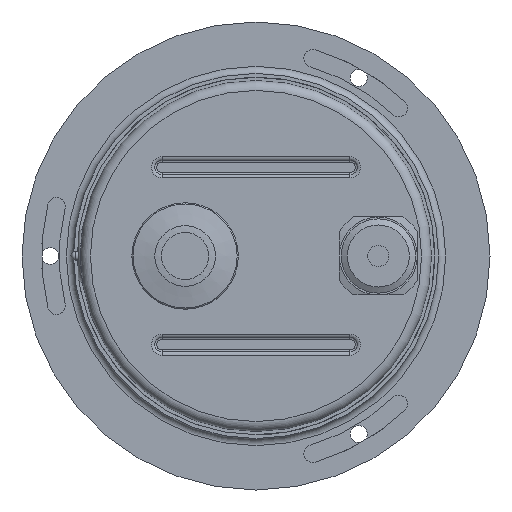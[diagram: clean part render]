
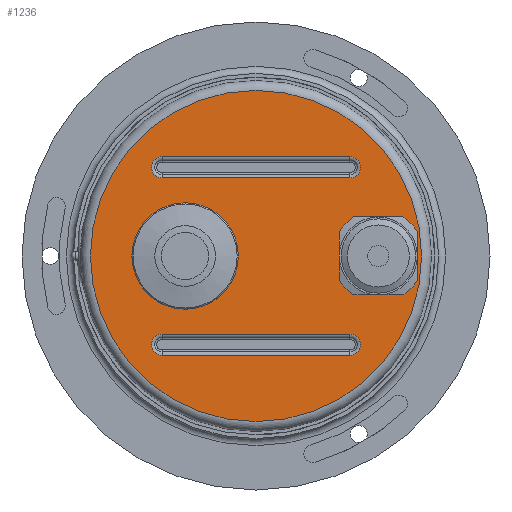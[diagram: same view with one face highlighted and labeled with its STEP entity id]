
A CAD part, front view. The second image highlights one B-rep face of the part: STEP entity #1236.
In plain terms, the highlighted planar face has unit normal (0, -1, 0).
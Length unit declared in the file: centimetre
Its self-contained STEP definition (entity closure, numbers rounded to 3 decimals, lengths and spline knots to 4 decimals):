
#54=LINE('',#1960,#90);
#55=LINE('',#1963,#91);
#56=LINE('',#1966,#92);
#57=LINE('',#1970,#93);
#58=LINE('',#1978,#94);
#59=LINE('',#1982,#95);
#60=LINE('',#1986,#96);
#61=LINE('',#1989,#97);
#90=VECTOR('',#1547,5.3);
#91=VECTOR('',#1550,5.3);
#92=VECTOR('',#1551,5.3);
#93=VECTOR('',#1554,5.3);
#94=VECTOR('',#1561,1.3856);
#95=VECTOR('',#1564,1.3856);
#96=VECTOR('',#1567,1.3856);
#97=VECTOR('',#1570,1.3856);
#171=FACE_BOUND('',#310,.T.);
#172=FACE_BOUND('',#311,.T.);
#173=FACE_BOUND('',#312,.T.);
#174=FACE_BOUND('',#313,.T.);
#217=FACE_OUTER_BOUND('',#309,.T.);
#309=EDGE_LOOP('',(#820));
#310=EDGE_LOOP('',(#821,#822,#823,#824));
#311=EDGE_LOOP('',(#825,#826,#827,#828));
#312=EDGE_LOOP('',(#829));
#313=EDGE_LOOP('',(#830,#831,#832,#833,#834,#835,#836,#837));
#441=CIRCLE('',#1335,4.67);
#442=CIRCLE('',#1336,0.2973);
#443=CIRCLE('',#1337,0.2973);
#444=CIRCLE('',#1338,0.2973);
#445=CIRCLE('',#1339,0.2973);
#446=CIRCLE('',#1340,1.5);
#447=CIRCLE('',#1341,1.3);
#448=CIRCLE('',#1342,1.3);
#449=CIRCLE('',#1343,1.3);
#450=CIRCLE('',#1344,1.3);
#548=VERTEX_POINT('',#1954);
#549=VERTEX_POINT('',#1956);
#550=VERTEX_POINT('',#1957);
#551=VERTEX_POINT('',#1959);
#552=VERTEX_POINT('',#1961);
#553=VERTEX_POINT('',#1964);
#554=VERTEX_POINT('',#1965);
#555=VERTEX_POINT('',#1967);
#556=VERTEX_POINT('',#1969);
#557=VERTEX_POINT('',#1972);
#558=VERTEX_POINT('',#1974);
#559=VERTEX_POINT('',#1975);
#560=VERTEX_POINT('',#1977);
#561=VERTEX_POINT('',#1979);
#562=VERTEX_POINT('',#1981);
#563=VERTEX_POINT('',#1983);
#564=VERTEX_POINT('',#1985);
#565=VERTEX_POINT('',#1987);
#662=EDGE_CURVE('',#548,#548,#441,.T.);
#663=EDGE_CURVE('',#549,#550,#442,.T.);
#664=EDGE_CURVE('',#551,#549,#54,.T.);
#665=EDGE_CURVE('',#552,#551,#443,.T.);
#666=EDGE_CURVE('',#550,#552,#55,.T.);
#667=EDGE_CURVE('',#553,#554,#56,.T.);
#668=EDGE_CURVE('',#555,#553,#444,.T.);
#669=EDGE_CURVE('',#556,#555,#57,.T.);
#670=EDGE_CURVE('',#554,#556,#445,.T.);
#671=EDGE_CURVE('',#557,#557,#446,.T.);
#672=EDGE_CURVE('',#558,#559,#447,.T.);
#673=EDGE_CURVE('',#559,#560,#58,.T.);
#674=EDGE_CURVE('',#560,#561,#448,.T.);
#675=EDGE_CURVE('',#561,#562,#59,.T.);
#676=EDGE_CURVE('',#562,#563,#449,.T.);
#677=EDGE_CURVE('',#563,#564,#60,.T.);
#678=EDGE_CURVE('',#564,#565,#450,.T.);
#679=EDGE_CURVE('',#565,#558,#61,.T.);
#820=ORIENTED_EDGE('',*,*,#662,.F.);
#821=ORIENTED_EDGE('',*,*,#663,.F.);
#822=ORIENTED_EDGE('',*,*,#664,.F.);
#823=ORIENTED_EDGE('',*,*,#665,.F.);
#824=ORIENTED_EDGE('',*,*,#666,.F.);
#825=ORIENTED_EDGE('',*,*,#667,.F.);
#826=ORIENTED_EDGE('',*,*,#668,.F.);
#827=ORIENTED_EDGE('',*,*,#669,.F.);
#828=ORIENTED_EDGE('',*,*,#670,.F.);
#829=ORIENTED_EDGE('',*,*,#671,.T.);
#830=ORIENTED_EDGE('',*,*,#672,.T.);
#831=ORIENTED_EDGE('',*,*,#673,.T.);
#832=ORIENTED_EDGE('',*,*,#674,.T.);
#833=ORIENTED_EDGE('',*,*,#675,.T.);
#834=ORIENTED_EDGE('',*,*,#676,.T.);
#835=ORIENTED_EDGE('',*,*,#677,.T.);
#836=ORIENTED_EDGE('',*,*,#678,.T.);
#837=ORIENTED_EDGE('',*,*,#679,.T.);
#1126=PLANE('',#1334);
#1236=ADVANCED_FACE('',(#217,#171,#172,#173,#174),#1126,.F.);
#1334=AXIS2_PLACEMENT_3D('',#1953,#1541,#1542);
#1335=AXIS2_PLACEMENT_3D('',#1955,#1543,#1544);
#1336=AXIS2_PLACEMENT_3D('',#1958,#1545,#1546);
#1337=AXIS2_PLACEMENT_3D('',#1962,#1548,#1549);
#1338=AXIS2_PLACEMENT_3D('',#1968,#1552,#1553);
#1339=AXIS2_PLACEMENT_3D('',#1971,#1555,#1556);
#1340=AXIS2_PLACEMENT_3D('',#1973,#1557,#1558);
#1341=AXIS2_PLACEMENT_3D('',#1976,#1559,#1560);
#1342=AXIS2_PLACEMENT_3D('',#1980,#1562,#1563);
#1343=AXIS2_PLACEMENT_3D('',#1984,#1565,#1566);
#1344=AXIS2_PLACEMENT_3D('',#1988,#1568,#1569);
#1541=DIRECTION('center_axis',(0.,1.,0.));
#1542=DIRECTION('ref_axis',(0.,0.,1.));
#1543=DIRECTION('center_axis',(0.,1.,0.));
#1544=DIRECTION('ref_axis',(0.,0.,-1.));
#1545=DIRECTION('center_axis',(0.,-1.,0.));
#1546=DIRECTION('ref_axis',(1.,0.,0.));
#1547=DIRECTION('',(1.,0.,0.));
#1548=DIRECTION('center_axis',(0.,-1.,0.));
#1549=DIRECTION('ref_axis',(-1.,0.,0.));
#1550=DIRECTION('',(-1.,0.,0.));
#1551=DIRECTION('',(1.,0.,0.));
#1552=DIRECTION('center_axis',(0.,-1.,0.));
#1553=DIRECTION('ref_axis',(-1.,0.,0.));
#1554=DIRECTION('',(-1.,0.,0.));
#1555=DIRECTION('center_axis',(0.,-1.,0.));
#1556=DIRECTION('ref_axis',(1.,0.,0.));
#1557=DIRECTION('center_axis',(0.,1.,0.));
#1558=DIRECTION('ref_axis',(1.,0.,0.));
#1559=DIRECTION('center_axis',(0.,1.,0.));
#1560=DIRECTION('ref_axis',(1.,0.,0.));
#1561=DIRECTION('',(1.,0.,0.));
#1562=DIRECTION('center_axis',(0.,1.,0.));
#1563=DIRECTION('ref_axis',(1.,0.,0.));
#1564=DIRECTION('',(0.,0.,-1.));
#1565=DIRECTION('center_axis',(0.,1.,0.));
#1566=DIRECTION('ref_axis',(1.,0.,0.));
#1567=DIRECTION('',(-1.,0.,0.));
#1568=DIRECTION('center_axis',(0.,1.,0.));
#1569=DIRECTION('ref_axis',(1.,0.,0.));
#1570=DIRECTION('',(0.,0.,1.));
#1953=CARTESIAN_POINT('Origin',(0.,3.6,0.));
#1954=CARTESIAN_POINT('',(-3.45,3.6,4.67));
#1955=CARTESIAN_POINT('Origin',(-3.45,3.6,0.));
#1956=CARTESIAN_POINT('',(-0.8,3.6,2.2027));
#1957=CARTESIAN_POINT('',(-0.8,3.6,2.7973));
#1958=CARTESIAN_POINT('Origin',(-0.8,3.6,2.5));
#1959=CARTESIAN_POINT('',(-6.1,3.6,2.2027));
#1960=CARTESIAN_POINT('',(-4.775,3.6,2.2027));
#1961=CARTESIAN_POINT('',(-6.1,3.6,2.7973));
#1962=CARTESIAN_POINT('Origin',(-6.1,3.6,2.5));
#1963=CARTESIAN_POINT('',(-2.125,3.6,2.7973));
#1964=CARTESIAN_POINT('',(-6.1,3.6,-2.7973));
#1965=CARTESIAN_POINT('',(-0.8,3.6,-2.7973));
#1966=CARTESIAN_POINT('',(-4.775,3.6,-2.7973));
#1967=CARTESIAN_POINT('',(-6.1,3.6,-2.2027));
#1968=CARTESIAN_POINT('Origin',(-6.1,3.6,-2.5));
#1969=CARTESIAN_POINT('',(-0.8,3.6,-2.2027));
#1970=CARTESIAN_POINT('',(-2.125,3.6,-2.2027));
#1971=CARTESIAN_POINT('Origin',(-0.8,3.6,-2.5));
#1972=CARTESIAN_POINT('',(-3.95,3.6,0.));
#1973=CARTESIAN_POINT('Origin',(-5.45,3.6,0.));
#1974=CARTESIAN_POINT('',(-1.1,3.6,0.6928));
#1975=CARTESIAN_POINT('',(-0.6928,3.6,1.1));
#1976=CARTESIAN_POINT('Origin',(0.,3.6,0.));
#1977=CARTESIAN_POINT('',(0.6928,3.6,1.1));
#1978=CARTESIAN_POINT('',(0.55,3.6,1.1));
#1979=CARTESIAN_POINT('',(1.1,3.6,0.6928));
#1980=CARTESIAN_POINT('Origin',(0.,3.6,0.));
#1981=CARTESIAN_POINT('',(1.1,3.6,-0.6928));
#1982=CARTESIAN_POINT('',(1.1,3.6,-0.55));
#1983=CARTESIAN_POINT('',(0.6928,3.6,-1.1));
#1984=CARTESIAN_POINT('Origin',(0.,3.6,0.));
#1985=CARTESIAN_POINT('',(-0.6928,3.6,-1.1));
#1986=CARTESIAN_POINT('',(-0.55,3.6,-1.1));
#1987=CARTESIAN_POINT('',(-1.1,3.6,-0.6928));
#1988=CARTESIAN_POINT('Origin',(0.,3.6,0.));
#1989=CARTESIAN_POINT('',(-1.1,3.6,0.55));
